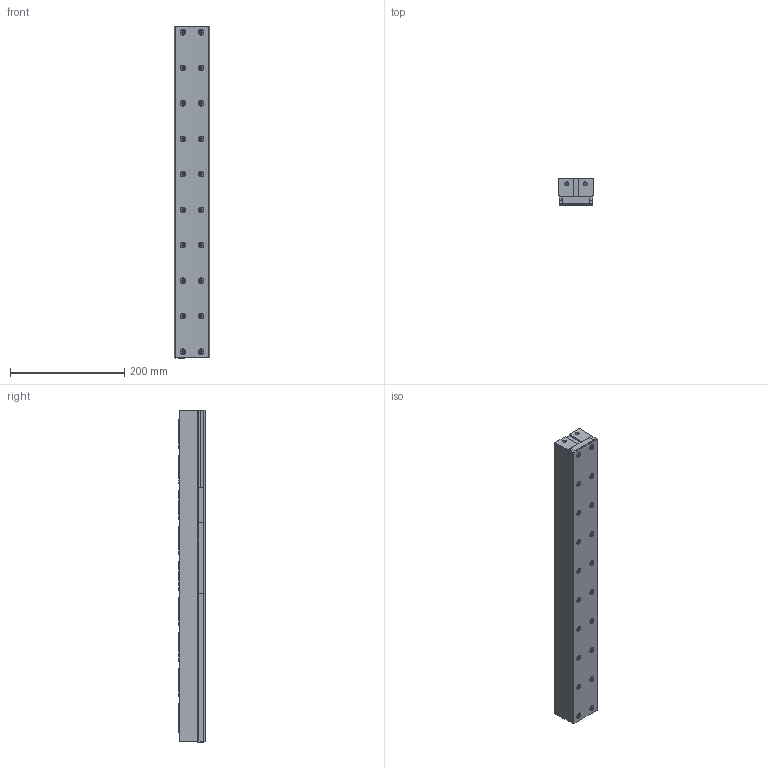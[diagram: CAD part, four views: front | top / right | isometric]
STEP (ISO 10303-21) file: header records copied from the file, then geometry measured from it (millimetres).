
FILE_DESCRIPTION((''),'2;1');
FILE_NAME('innerslab.stp','2005-09-27T12:38:11',('mihara'),(''),'Autodesk Inventor 8','Autodesk Inventor 8','');
FILE_SCHEMA(('AUTOMOTIVE_DESIGN { 1 0 10303 214 1 1 1 1 }'));
Length unit declared in the file: millimetre
Products named in the file (15): innerslab; holder; PMT; spacer1; spacer2; CableRod1; CableRod2; CableRod3; CableRod4; CableRod5; CableRod6; CableRod7; CableRod8; cover; NF EN ISO 7046-1 - H  (並目) M4 x 40 - 4.8 - H
Assembly tree (52 placements, depth 2):
  innerslab
    holder
    PMT  x9
    spacer1  x8
    spacer2  x2
    CableRod1  x2
    CableRod2  x2
    CableRod3  x2
    CableRod4
    CableRod5
    CableRod6
    CableRod7
    CableRod8
    cover
    NF EN ISO 7046-1 - H  (並目) M4 x 40 - 4.8 - H  x20
Bounding box: 62 x 45.66 x 580 mm (x, y, z)
Volume: 1548376.9 mm3; surface area: 419860.4 mm2
Topology: 52 solids, 52 shells, 1418 faces, 3491 edges, 2213 vertices
Faces by surface type: plane 447, cone 380, cylinder 255, bspline 216, torus 120
Entity records: 14449 total; most frequent: CARTESIAN_POINT 5130, ORIENTED_EDGE 1838, DIRECTION 1795, EDGE_CURVE 919, AXIS2_PLACEMENT_3D 652, VERTEX_POINT 595, EDGE_LOOP 500, VECTOR 491
